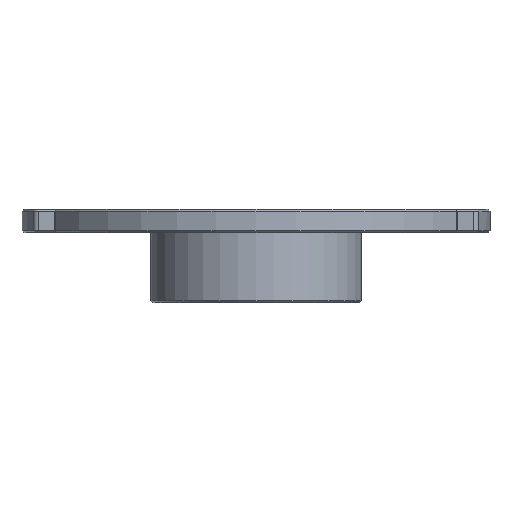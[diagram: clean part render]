
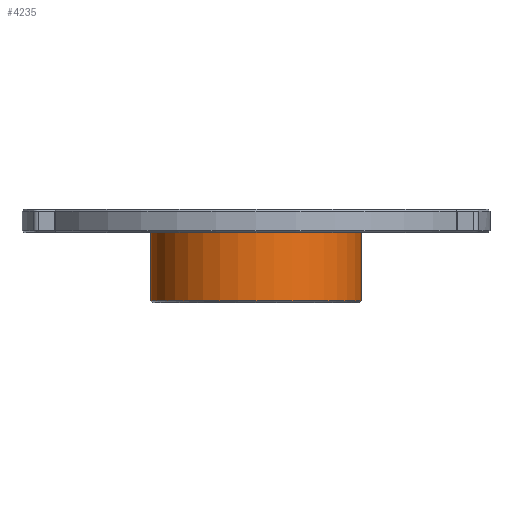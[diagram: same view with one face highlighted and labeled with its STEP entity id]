
A CAD part, front view. The second image highlights one B-rep face of the part: STEP entity #4235.
In plain terms, the highlighted cylindrical face has radius 14.275 mm (diameter 28.55 mm), a partial arc.
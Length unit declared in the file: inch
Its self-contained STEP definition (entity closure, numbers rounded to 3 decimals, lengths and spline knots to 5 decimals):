
#191 = LINE ( 'NONE', #5447, #2824 ) ;
#394 = ORIENTED_EDGE ( 'NONE', *, *, #549, .T. ) ;
#396 = ORIENTED_EDGE ( 'NONE', *, *, #4538, .F. ) ;
#414 = DIRECTION ( 'NONE',  ( -1., 0., 0. ) ) ;
#549 = EDGE_CURVE ( 'NONE', #2980, #2019, #2931, .T. ) ;
#841 = DIRECTION ( 'NONE',  ( 1., 0., 0. ) ) ;
#1076 = EDGE_CURVE ( 'NONE', #2019, #2475, #1539, .T. ) ;
#1099 = DIRECTION ( 'NONE',  ( 0., 0., -1. ) ) ;
#1539 = CIRCLE ( 'NONE', #1826, 0.562 ) ;
#1787 = CARTESIAN_POINT ( 'NONE',  ( 0., 0., 0. ) ) ;
#1826 = AXIS2_PLACEMENT_3D ( 'NONE', #5370, #5810, #4443 ) ;
#1983 = ORIENTED_EDGE ( 'NONE', *, *, #5665, .F. ) ;
#2019 = VERTEX_POINT ( 'NONE', #3599 ) ;
#2475 = VERTEX_POINT ( 'NONE', #5695 ) ;
#2777 = FACE_OUTER_BOUND ( 'NONE', #3407, .T. ) ;
#2824 = VECTOR ( 'NONE', #1099, 39.37008 ) ;
#2931 = LINE ( 'NONE', #3866, #3218 ) ;
#2980 = VERTEX_POINT ( 'NONE', #4825 ) ;
#3218 = VECTOR ( 'NONE', #3983, 39.37008 ) ;
#3407 = EDGE_LOOP ( 'NONE', ( #396, #1983, #394, #3517 ) ) ;
#3517 = ORIENTED_EDGE ( 'NONE', *, *, #1076, .T. ) ;
#3592 = DIRECTION ( 'NONE',  ( 0., 0., 1. ) ) ;
#3599 = CARTESIAN_POINT ( 'NONE',  ( -0.562, 0., -0.365 ) ) ;
#3800 = VERTEX_POINT ( 'NONE', #6014 ) ;
#3866 = CARTESIAN_POINT ( 'NONE',  ( -0.562, 0., 0. ) ) ;
#3983 = DIRECTION ( 'NONE',  ( 0., 0., -1. ) ) ;
#4178 = CYLINDRICAL_SURFACE ( 'NONE', #4805, 0.562 ) ;
#4235 = ADVANCED_FACE ( 'NONE', ( #2777 ), #4178, .T. ) ;
#4443 = DIRECTION ( 'NONE',  ( 1., 0., 0. ) ) ;
#4523 = CIRCLE ( 'NONE', #6004, 0.562 ) ;
#4538 = EDGE_CURVE ( 'NONE', #3800, #2475, #191, .T. ) ;
#4805 = AXIS2_PLACEMENT_3D ( 'NONE', #1787, #5516, #414 ) ;
#4825 = CARTESIAN_POINT ( 'NONE',  ( -0.562, 0., 0. ) ) ;
#5071 = CARTESIAN_POINT ( 'NONE',  ( 0., 0., 0. ) ) ;
#5370 = CARTESIAN_POINT ( 'NONE',  ( 0., 0., -0.365 ) ) ;
#5447 = CARTESIAN_POINT ( 'NONE',  ( 0.562, 0., 0. ) ) ;
#5516 = DIRECTION ( 'NONE',  ( 0., 0., -1. ) ) ;
#5665 = EDGE_CURVE ( 'NONE', #2980, #3800, #4523, .T. ) ;
#5695 = CARTESIAN_POINT ( 'NONE',  ( 0.562, 0., -0.365 ) ) ;
#5810 = DIRECTION ( 'NONE',  ( 0., 0., 1. ) ) ;
#6004 = AXIS2_PLACEMENT_3D ( 'NONE', #5071, #3592, #841 ) ;
#6014 = CARTESIAN_POINT ( 'NONE',  ( 0.562, 0., 0. ) ) ;
